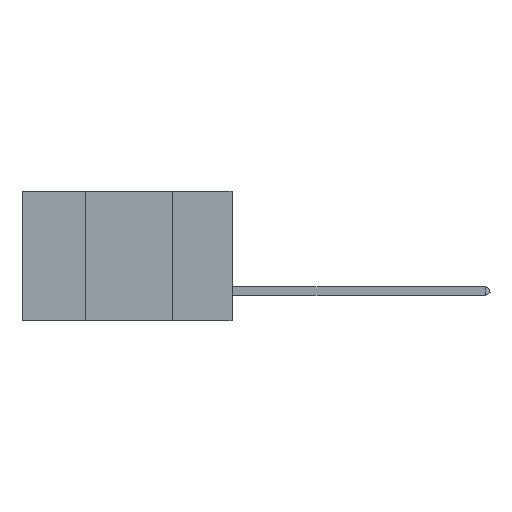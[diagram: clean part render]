
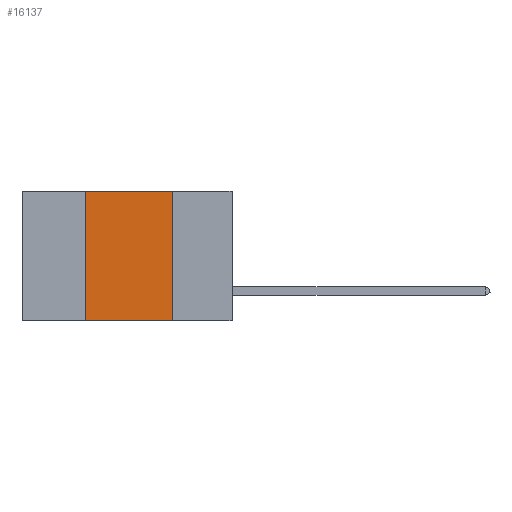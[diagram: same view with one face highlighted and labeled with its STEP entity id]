
A CAD part, left-side view. The second image highlights one B-rep face of the part: STEP entity #16137.
In plain terms, the highlighted planar face has unit normal (-1, 0, 0).
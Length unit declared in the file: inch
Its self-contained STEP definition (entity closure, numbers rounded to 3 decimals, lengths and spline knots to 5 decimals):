
#288 = ORIENTED_EDGE ( 'NONE', *, *, #11569, .T. ) ;
#1149 = EDGE_CURVE ( 'NONE', #4891, #7395, #20591, .T. ) ;
#1730 = DIRECTION ( 'NONE',  ( 0., 0., -1. ) ) ;
#2506 = LINE ( 'NONE', #12604, #11925 ) ;
#3014 = VERTEX_POINT ( 'NONE', #13476 ) ;
#3281 = DIRECTION ( 'NONE',  ( 1., 0., 0. ) ) ;
#3335 = VECTOR ( 'NONE', #16939, 39.37008 ) ;
#4891 = VERTEX_POINT ( 'NONE', #5460 ) ;
#5331 = DIRECTION ( 'NONE',  ( 0., -1., 0. ) ) ;
#5460 = CARTESIAN_POINT ( 'NONE',  ( 0., 0.42, 0. ) ) ;
#6910 = CARTESIAN_POINT ( 'NONE',  ( 0., 0.6, 0. ) ) ;
#7142 = LINE ( 'NONE', #23417, #12762 ) ;
#7163 = EDGE_CURVE ( 'NONE', #7395, #3014, #7142, .T. ) ;
#7395 = VERTEX_POINT ( 'NONE', #9307 ) ;
#9307 = CARTESIAN_POINT ( 'NONE',  ( 0., 0.17, 0. ) ) ;
#9527 = CARTESIAN_POINT ( 'NONE',  ( 0., 0.6, 0. ) ) ;
#10113 = VERTEX_POINT ( 'NONE', #17138 ) ;
#10439 = DIRECTION ( 'NONE',  ( 0., -1., 0. ) ) ;
#10826 = CARTESIAN_POINT ( 'NONE',  ( 0., 0.42, 0. ) ) ;
#11569 = EDGE_CURVE ( 'NONE', #10113, #3014, #2506, .T. ) ;
#11925 = VECTOR ( 'NONE', #5331, 39.37008 ) ;
#12604 = CARTESIAN_POINT ( 'NONE',  ( 0., 0.6, -0.37 ) ) ;
#12762 = VECTOR ( 'NONE', #17607, 39.37008 ) ;
#13349 = LINE ( 'NONE', #10826, #3335 ) ;
#13476 = CARTESIAN_POINT ( 'NONE',  ( 0., 0.17, -0.37 ) ) ;
#16137 = ADVANCED_FACE ( 'NONE', ( #22251 ), #21691, .F. ) ;
#16939 = DIRECTION ( 'NONE',  ( 0., 0., 1. ) ) ;
#17138 = CARTESIAN_POINT ( 'NONE',  ( 0., 0.42, -0.37 ) ) ;
#17165 = ORIENTED_EDGE ( 'NONE', *, *, #17262, .F. ) ;
#17262 = EDGE_CURVE ( 'NONE', #10113, #4891, #13349, .T. ) ;
#17607 = DIRECTION ( 'NONE',  ( 0., 0., -1. ) ) ;
#19385 = VECTOR ( 'NONE', #10439, 39.37008 ) ;
#20591 = LINE ( 'NONE', #9527, #19385 ) ;
#20700 = EDGE_LOOP ( 'NONE', ( #23888, #20812, #17165, #288 ) ) ;
#20812 = ORIENTED_EDGE ( 'NONE', *, *, #1149, .F. ) ;
#21529 = AXIS2_PLACEMENT_3D ( 'NONE', #6910, #3281, #1730 ) ;
#21691 = PLANE ( 'NONE',  #21529 ) ;
#22251 = FACE_OUTER_BOUND ( 'NONE', #20700, .T. ) ;
#23417 = CARTESIAN_POINT ( 'NONE',  ( 0., 0.17, 0. ) ) ;
#23888 = ORIENTED_EDGE ( 'NONE', *, *, #7163, .F. ) ;
